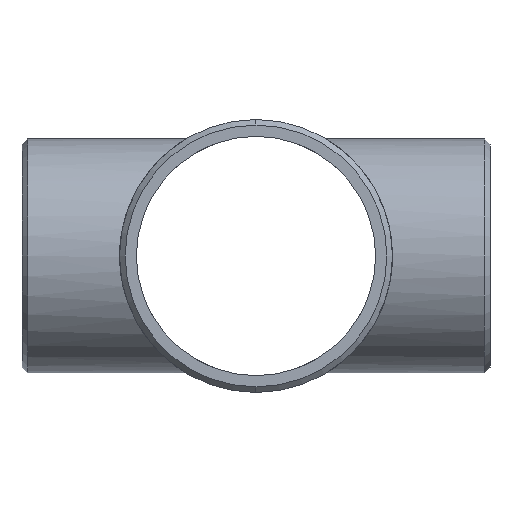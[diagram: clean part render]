
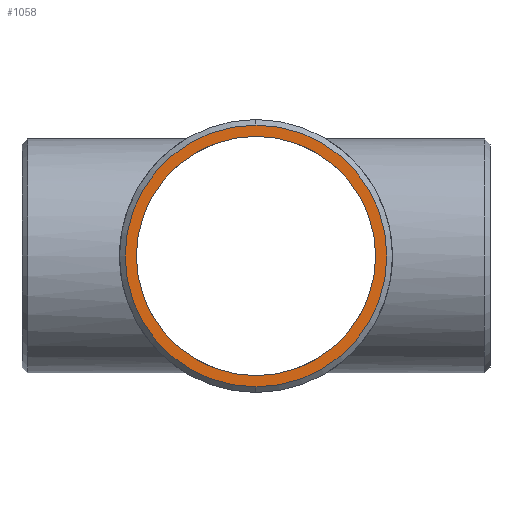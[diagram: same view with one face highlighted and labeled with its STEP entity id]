
A CAD part, left-side view. The second image highlights one B-rep face of the part: STEP entity #1058.
In plain terms, the highlighted planar face has unit normal (-1, 0, 0).
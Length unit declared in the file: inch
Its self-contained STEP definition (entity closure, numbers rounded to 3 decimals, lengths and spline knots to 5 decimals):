
#9 = DIRECTION ( 'NONE',  ( -1., 0., 0. ) ) ;
#49 = AXIS2_PLACEMENT_3D ( 'NONE', #729, #9, #502 ) ;
#98 = FACE_BOUND ( 'NONE', #442, .T. ) ;
#102 = CARTESIAN_POINT ( 'NONE',  ( -3.38, 0., 0. ) ) ;
#146 = ORIENTED_EDGE ( 'NONE', *, *, #1015, .T. ) ;
#155 = CARTESIAN_POINT ( 'NONE',  ( -3.38, 0., 0. ) ) ;
#189 = PLANE ( 'NONE',  #49 ) ;
#217 = CARTESIAN_POINT ( 'NONE',  ( -3.38, 0., -1.534 ) ) ;
#232 = EDGE_CURVE ( 'NONE', #1152, #771, #704, .T. ) ;
#272 = DIRECTION ( 'NONE',  ( 0., 0., 1. ) ) ;
#285 = CARTESIAN_POINT ( 'NONE',  ( -3.38, 0., 0. ) ) ;
#295 = CIRCLE ( 'NONE', #620, 1.534 ) ;
#317 = VERTEX_POINT ( 'NONE', #217 ) ;
#433 = EDGE_CURVE ( 'NONE', #317, #561, #669, .T. ) ;
#442 = EDGE_LOOP ( 'NONE', ( #146, #610 ) ) ;
#502 = DIRECTION ( 'NONE',  ( 0., 0., -1. ) ) ;
#512 = DIRECTION ( 'NONE',  ( 0., 0., 1. ) ) ;
#518 = DIRECTION ( 'NONE',  ( 0., 0., 1. ) ) ;
#561 = VERTEX_POINT ( 'NONE', #649 ) ;
#604 = DIRECTION ( 'NONE',  ( 1., 0., 0. ) ) ;
#606 = FACE_OUTER_BOUND ( 'NONE', #945, .T. ) ;
#610 = ORIENTED_EDGE ( 'NONE', *, *, #433, .T. ) ;
#620 = AXIS2_PLACEMENT_3D ( 'NONE', #155, #1103, #272 ) ;
#649 = CARTESIAN_POINT ( 'NONE',  ( -3.38, 0., 1.534 ) ) ;
#669 = CIRCLE ( 'NONE', #1068, 1.534 ) ;
#704 = CIRCLE ( 'NONE', #996, 1.678 ) ;
#705 = DIRECTION ( 'NONE',  ( -1., 0., 0. ) ) ;
#729 = CARTESIAN_POINT ( 'NONE',  ( -3.38, 0., 0. ) ) ;
#771 = VERTEX_POINT ( 'NONE', #1074 ) ;
#875 = ORIENTED_EDGE ( 'NONE', *, *, #232, .T. ) ;
#945 = EDGE_LOOP ( 'NONE', ( #1201, #875 ) ) ;
#996 = AXIS2_PLACEMENT_3D ( 'NONE', #285, #1020, #512 ) ;
#1015 = EDGE_CURVE ( 'NONE', #561, #317, #295, .T. ) ;
#1017 = DIRECTION ( 'NONE',  ( 0., 0., 1. ) ) ;
#1020 = DIRECTION ( 'NONE',  ( -1., 0., 0. ) ) ;
#1035 = CARTESIAN_POINT ( 'NONE',  ( -3.38, 0., 1.678 ) ) ;
#1058 = ADVANCED_FACE ( 'NONE', ( #606, #98 ), #189, .T. ) ;
#1068 = AXIS2_PLACEMENT_3D ( 'NONE', #102, #604, #518 ) ;
#1074 = CARTESIAN_POINT ( 'NONE',  ( -3.38, 0., -1.678 ) ) ;
#1090 = EDGE_CURVE ( 'NONE', #771, #1152, #1199, .T. ) ;
#1103 = DIRECTION ( 'NONE',  ( 1., 0., 0. ) ) ;
#1134 = AXIS2_PLACEMENT_3D ( 'NONE', #1248, #705, #1017 ) ;
#1152 = VERTEX_POINT ( 'NONE', #1035 ) ;
#1199 = CIRCLE ( 'NONE', #1134, 1.678 ) ;
#1201 = ORIENTED_EDGE ( 'NONE', *, *, #1090, .T. ) ;
#1248 = CARTESIAN_POINT ( 'NONE',  ( -3.38, 0., 0. ) ) ;
